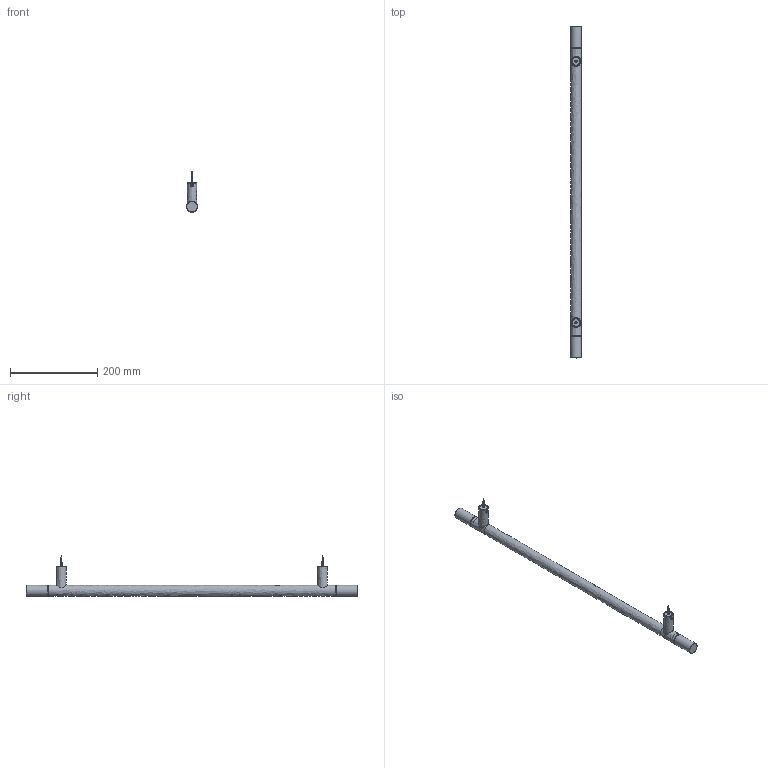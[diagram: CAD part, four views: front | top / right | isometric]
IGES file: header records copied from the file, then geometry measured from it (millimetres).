
Global section: file name: P8252-F; native system: Autodesk Inventor 2020; preprocessor: unknown; author: adaniels; date: 20190814.144549; units: millimetre
Bounding box: 25 x 761.45 x 92.71 mm (x, y, z)
Volume: 223565.8 mm3; surface area: 152522.7 mm2
Topology: 14 solids, 14 shells, 225 faces, 583 edges, 400 vertices
Faces by surface type: bspline 225
